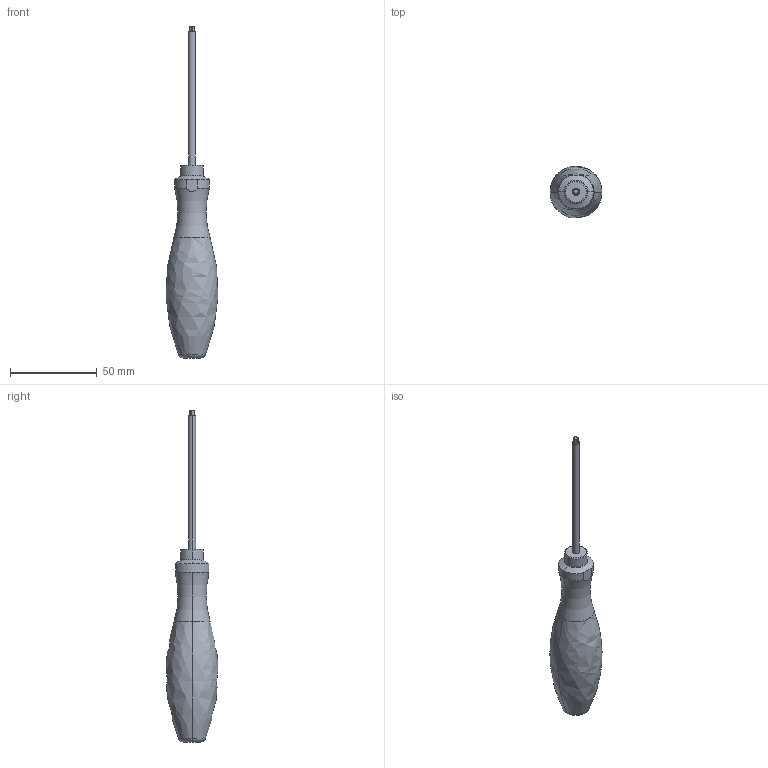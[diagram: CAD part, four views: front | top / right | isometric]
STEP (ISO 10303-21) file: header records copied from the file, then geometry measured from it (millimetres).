
FILE_DESCRIPTION(/* description */ (''),/* implementation_level */ '2;1');
FILE_NAME(/* name */ 'TIP15D.stp',/* time_stamp */ '2022-02-03T10:43:18+09:00',/* author */ (''),/* organization */ (''),/* preprocessor_version */ 'ST-DEVELOPER v16',/* originating_system */ 'SIEMENS PLM Software NX 10.0',/* authorisation */ '');
FILE_SCHEMA (('AUTOMOTIVE_DESIGN { 1 0 10303 214 3 1 1 1 }'));
Length unit declared in the file: millimetre
Products named in the file (1): TIP15D
Bounding box: 29.85 x 29.56 x 191 mm (x, y, z)
Volume: 47609.8 mm3; surface area: 9325.2 mm2
Topology: 1 solids, 1 shells, 36 faces, 86 edges, 55 vertices
Faces by surface type: cylinder 18, torus 8, plane 6, bspline 2, cone 2
Entity records: 1232 total; most frequent: CARTESIAN_POINT 306, DIRECTION 216, ORIENTED_EDGE 172, AXIS2_PLACEMENT_3D 97, EDGE_CURVE 86, CIRCLE 60, VERTEX_POINT 54, EDGE_LOOP 38
